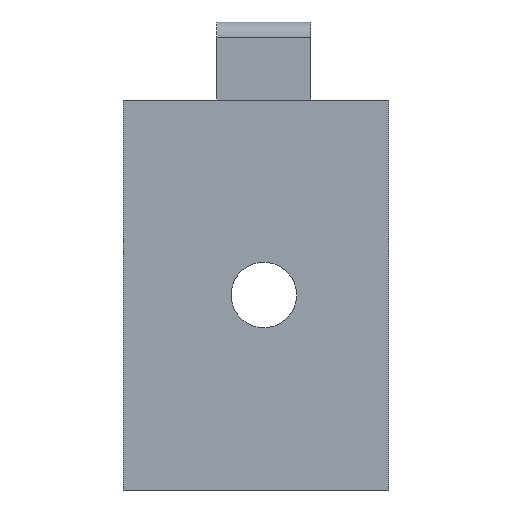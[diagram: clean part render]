
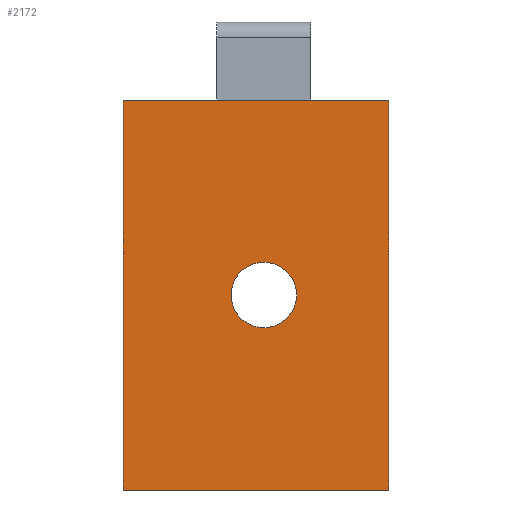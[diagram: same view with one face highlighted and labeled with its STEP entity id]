
A CAD part, left-side view. The second image highlights one B-rep face of the part: STEP entity #2172.
In plain terms, the highlighted planar face has unit normal (-1, 0, 0).
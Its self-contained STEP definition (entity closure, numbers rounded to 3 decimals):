
#36=FACE_BOUND('',#218,.T.);
#54=CIRCLE('',#2294,10.5);
#109=FACE_OUTER_BOUND('',#217,.T.);
#217=EDGE_LOOP('',(#1555,#1556,#1557,#1558));
#218=EDGE_LOOP('',(#1559));
#360=LINE('',#3080,#643);
#397=LINE('',#3152,#680);
#433=LINE('',#3217,#716);
#434=LINE('',#3218,#717);
#643=VECTOR('',#2483,10.);
#680=VECTOR('',#2522,10.);
#716=VECTOR('',#2568,10.);
#717=VECTOR('',#2569,10.);
#920=VERTEX_POINT('',#3077);
#921=VERTEX_POINT('',#3079);
#955=VERTEX_POINT('',#3150);
#979=VERTEX_POINT('',#3216);
#980=VERTEX_POINT('',#3219);
#1133=EDGE_CURVE('',#921,#920,#360,.T.);
#1170=EDGE_CURVE('',#955,#920,#397,.T.);
#1206=EDGE_CURVE('',#979,#921,#433,.T.);
#1207=EDGE_CURVE('',#979,#955,#434,.T.);
#1208=EDGE_CURVE('',#980,#980,#54,.T.);
#1555=ORIENTED_EDGE('',*,*,#1206,.T.);
#1556=ORIENTED_EDGE('',*,*,#1133,.T.);
#1557=ORIENTED_EDGE('',*,*,#1170,.F.);
#1558=ORIENTED_EDGE('',*,*,#1207,.F.);
#1559=ORIENTED_EDGE('',*,*,#1208,.T.);
#2083=PLANE('',#2293);
#2172=ADVANCED_FACE('',(#109,#36),#2083,.T.);
#2293=AXIS2_PLACEMENT_3D('',#3215,#2566,#2567);
#2294=AXIS2_PLACEMENT_3D('',#3220,#2570,#2571);
#2483=DIRECTION('',(0.,1.,0.));
#2522=DIRECTION('',(0.,0.,1.));
#2566=DIRECTION('center_axis',(-1.,0.,0.));
#2567=DIRECTION('ref_axis',(0.,0.,1.));
#2568=DIRECTION('',(0.,0.,1.));
#2569=DIRECTION('',(0.,1.,0.));
#2570=DIRECTION('center_axis',(1.,0.,0.));
#2571=DIRECTION('ref_axis',(0.,1.,0.));
#3077=CARTESIAN_POINT('',(-64.,85.,62.5));
#3079=CARTESIAN_POINT('',(-64.,0.,62.5));
#3080=CARTESIAN_POINT('',(-64.,0.,62.5));
#3150=CARTESIAN_POINT('',(-64.,85.,-62.5));
#3152=CARTESIAN_POINT('',(-64.,85.,62.5));
#3215=CARTESIAN_POINT('Origin',(-64.,0.,-62.5));
#3216=CARTESIAN_POINT('',(-64.,0.,-62.5));
#3217=CARTESIAN_POINT('',(-64.,0.,62.5));
#3218=CARTESIAN_POINT('',(-64.,80.,-62.5));
#3219=CARTESIAN_POINT('',(-64.,29.5,0.));
#3220=CARTESIAN_POINT('Origin',(-64.,40.,0.));
